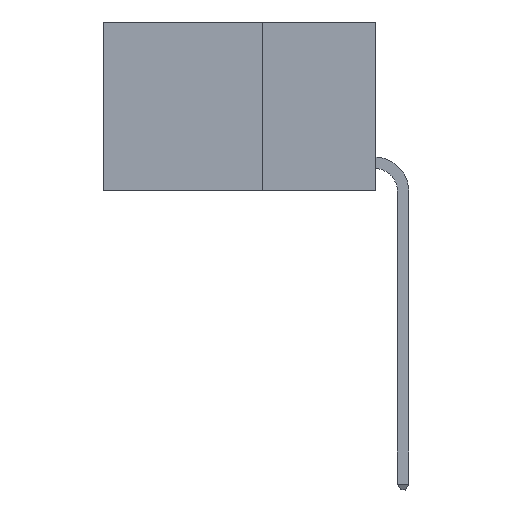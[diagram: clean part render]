
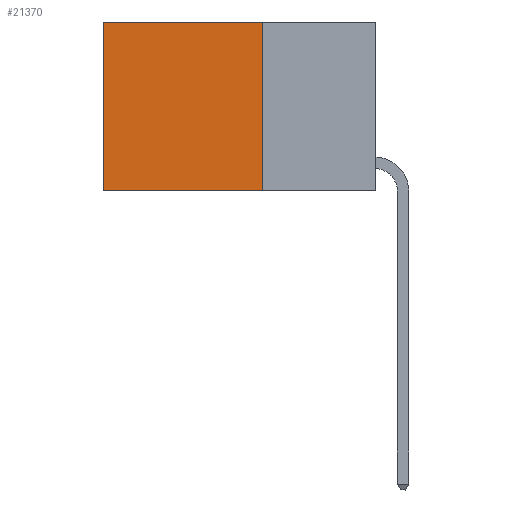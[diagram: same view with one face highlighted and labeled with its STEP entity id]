
A CAD part, left-side view. The second image highlights one B-rep face of the part: STEP entity #21370.
In plain terms, the highlighted planar face has unit normal (-1, 0, 0).
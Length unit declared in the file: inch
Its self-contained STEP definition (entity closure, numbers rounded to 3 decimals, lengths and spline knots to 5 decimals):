
#960 = EDGE_CURVE ( 'NONE', #3598, #22903, #16207, .T. ) ;
#1500 = LINE ( 'NONE', #18671, #2083 ) ;
#1907 = PLANE ( 'NONE',  #21400 ) ;
#1997 = EDGE_CURVE ( 'NONE', #3598, #7541, #11068, .T. ) ;
#2083 = VECTOR ( 'NONE', #8072, 39.37008 ) ;
#3043 = CARTESIAN_POINT ( 'NONE',  ( 0.2625, 0.6, -0.37 ) ) ;
#3598 = VERTEX_POINT ( 'NONE', #13974 ) ;
#3894 = VERTEX_POINT ( 'NONE', #3043 ) ;
#4139 = CARTESIAN_POINT ( 'NONE',  ( 0.2625, 0.6, 0. ) ) ;
#4727 = ORIENTED_EDGE ( 'NONE', *, *, #960, .F. ) ;
#6337 = VECTOR ( 'NONE', #9699, 39.37008 ) ;
#7365 = DIRECTION ( 'NONE',  ( 1., 0., 0. ) ) ;
#7541 = VERTEX_POINT ( 'NONE', #12393 ) ;
#7713 = CARTESIAN_POINT ( 'NONE',  ( 0.2625, 0.25, 0. ) ) ;
#8036 = FACE_OUTER_BOUND ( 'NONE', #19196, .T. ) ;
#8072 = DIRECTION ( 'NONE',  ( 0., 1., 0. ) ) ;
#9699 = DIRECTION ( 'NONE',  ( 0., 1., 0. ) ) ;
#10457 = EDGE_CURVE ( 'NONE', #7541, #3894, #10897, .T. ) ;
#10522 = ORIENTED_EDGE ( 'NONE', *, *, #12660, .F. ) ;
#10897 = LINE ( 'NONE', #4139, #19812 ) ;
#11068 = LINE ( 'NONE', #17784, #6337 ) ;
#11465 = VECTOR ( 'NONE', #15302, 39.37008 ) ;
#12393 = CARTESIAN_POINT ( 'NONE',  ( 0.2625, 0.6, 0. ) ) ;
#12660 = EDGE_CURVE ( 'NONE', #22903, #3894, #1500, .T. ) ;
#12708 = ORIENTED_EDGE ( 'NONE', *, *, #1997, .T. ) ;
#13974 = CARTESIAN_POINT ( 'NONE',  ( 0.2625, 0.25, 0. ) ) ;
#15302 = DIRECTION ( 'NONE',  ( 0., 0., -1. ) ) ;
#16207 = LINE ( 'NONE', #7713, #11465 ) ;
#17274 = CARTESIAN_POINT ( 'NONE',  ( 0.2625, 0.25, -0.37 ) ) ;
#17524 = ORIENTED_EDGE ( 'NONE', *, *, #10457, .T. ) ;
#17784 = CARTESIAN_POINT ( 'NONE',  ( 0.2625, 0.25, 0. ) ) ;
#17975 = CARTESIAN_POINT ( 'NONE',  ( 0.2625, 0.25, 0. ) ) ;
#18378 = DIRECTION ( 'NONE',  ( 0., 0., -1. ) ) ;
#18671 = CARTESIAN_POINT ( 'NONE',  ( 0.2625, 0.25, -0.37 ) ) ;
#19196 = EDGE_LOOP ( 'NONE', ( #17524, #10522, #4727, #12708 ) ) ;
#19803 = DIRECTION ( 'NONE',  ( 0., 0., -1. ) ) ;
#19812 = VECTOR ( 'NONE', #18378, 39.37008 ) ;
#21370 = ADVANCED_FACE ( 'NONE', ( #8036 ), #1907, .F. ) ;
#21400 = AXIS2_PLACEMENT_3D ( 'NONE', #17975, #7365, #19803 ) ;
#22903 = VERTEX_POINT ( 'NONE', #17274 ) ;
